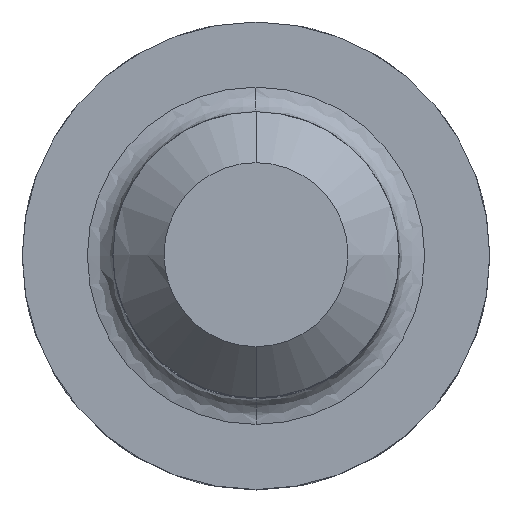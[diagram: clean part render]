
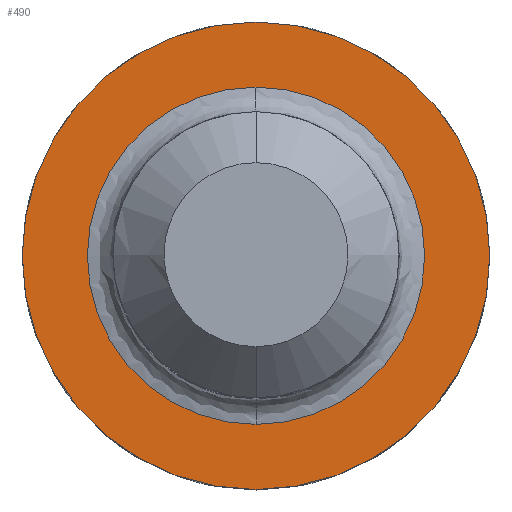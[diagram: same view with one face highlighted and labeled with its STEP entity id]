
A CAD part, top view. The second image highlights one B-rep face of the part: STEP entity #490.
In plain terms, the highlighted free-form (B-spline) face has degree [1, 1] with [2, 2] control points.
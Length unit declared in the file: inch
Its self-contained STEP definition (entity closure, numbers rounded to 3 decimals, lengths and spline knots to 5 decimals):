
#61=CARTESIAN_POINT('',(0.,0.,0.));
#62=DIRECTION('',(0.,0.,-1.));
#63=DIRECTION('',(0.,1.,0.));
#64=AXIS2_PLACEMENT_3D('',#61,#62,#63);
#66=CARTESIAN_POINT('',(0.,0.,0.));
#67=DIRECTION('',(0.,0.,1.));
#68=DIRECTION('',(0.,1.,0.));
#69=AXIS2_PLACEMENT_3D('',#66,#67,#68);
#81=CARTESIAN_POINT('',(0.,0.,0.));
#82=DIRECTION('',(0.,0.,-1.));
#83=DIRECTION('',(0.,-1.,0.));
#84=AXIS2_PLACEMENT_3D('',#81,#82,#83);
#104=CARTESIAN_POINT('',(0.,0.,0.));
#105=DIRECTION('',(0.,0.,-1.));
#106=DIRECTION('',(0.,1.,0.));
#107=AXIS2_PLACEMENT_3D('',#104,#105,#106);
#241=CARTESIAN_POINT('',(0.,0.0915,0.));
#242=CARTESIAN_POINT('',(0.,-0.0915,0.));
#243=VERTEX_POINT('',#241);
#244=VERTEX_POINT('',#242);
#293=CARTESIAN_POINT('',(0.,-0.066,0.));
#294=CARTESIAN_POINT('',(0.,0.066,0.));
#295=VERTEX_POINT('',#293);
#296=VERTEX_POINT('',#294);
#475=CARTESIAN_POINT('',(0.09516,0.09516,0.));
#476=CARTESIAN_POINT('',(-0.09516,0.09516,0.));
#477=CARTESIAN_POINT('',(0.09516,-0.09516,0.));
#478=CARTESIAN_POINT('',(-0.09516,-0.09516,0.));
#479=B_SPLINE_SURFACE_WITH_KNOTS('',1,1,((#475,#476),(#477,#478)),.UNSPECIFIED.,
.U.,.U.,.F.,(2,2),(2,2),(-0.09516,0.09516),(-0.09516,0.09516),
.UNSPECIFIED.);
#480=ORIENTED_EDGE('',*,*,#434,.T.);
#481=ORIENTED_EDGE('',*,*,#393,.F.);
#482=EDGE_LOOP('',(#480,#481));
#483=FACE_OUTER_BOUND('',#482,.F.);
#485=ORIENTED_EDGE('',*,*,#484,.F.);
#487=ORIENTED_EDGE('',*,*,#486,.F.);
#488=EDGE_LOOP('',(#485,#487));
#489=FACE_BOUND('',#488,.F.);
#490=ADVANCED_FACE('',(#483,#489),#479,.F.);
#65=CIRCLE('',#64,0.0915);
#70=CIRCLE('',#69,0.0915);
#85=CIRCLE('',#84,0.066);
#108=CIRCLE('',#107,0.066);
#393=EDGE_CURVE('',#243,#244,#70,.T.);
#434=EDGE_CURVE('',#243,#244,#65,.T.);
#484=EDGE_CURVE('',#295,#296,#85,.T.);
#486=EDGE_CURVE('',#296,#295,#108,.T.);
